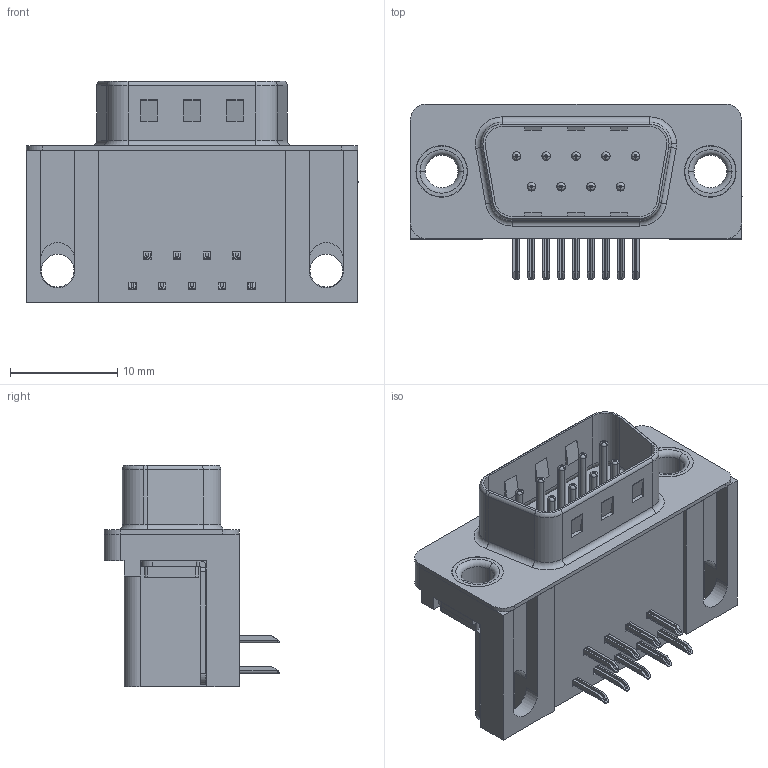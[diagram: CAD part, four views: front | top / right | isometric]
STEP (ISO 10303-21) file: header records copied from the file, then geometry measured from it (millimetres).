
FILE_DESCRIPTION (( 'STEP AP203' ), '1' );
FILE_NAME ('629-009-240-011.STEP', '2021-09-21T19:43:31', ( '' ), ( '' ), 'SwSTEP 2.0', 'SolidWorks 2020', '' );
FILE_SCHEMA (( 'CONFIG_CONTROL_DESIGN' ));
Length unit declared in the file: millimetre
Products named in the file (7): 629 Thru Hole Rivet; 629 Shell_09 Socket; 629 Housing_09 Socket; 629 Thru Hole Board Mount; 629-009-240-011; 629 Contact Top; 629 Contact Bottom
Assembly tree (15 placements, depth 2):
  629-009-240-011
    629 Housing_09 Socket
    629 Shell_09 Socket
    629 Contact Bottom  x4
    629 Contact Top  x5
    629 Thru Hole Board Mount  x2
    629 Thru Hole Rivet  x2
Bounding box: 30.89 x 16.35 x 20.6 mm (x, y, z)
Volume: 3704.3 mm3; surface area: 4703.3 mm2
Topology: 15 solids, 15 shells, 949 faces, 2363 edges, 1469 vertices
Faces by surface type: plane 571, cylinder 297, torus 81
Entity records: 13937 total; most frequent: DIRECTION 2322, CARTESIAN_POINT 2250, ORIENTED_EDGE 2170, EDGE_CURVE 1085, AXIS2_PLACEMENT_3D 797, LINE 728, VECTOR 728, VERTEX_POINT 689
